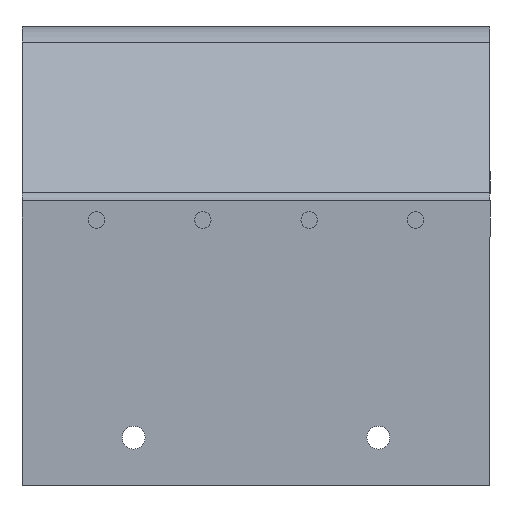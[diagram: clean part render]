
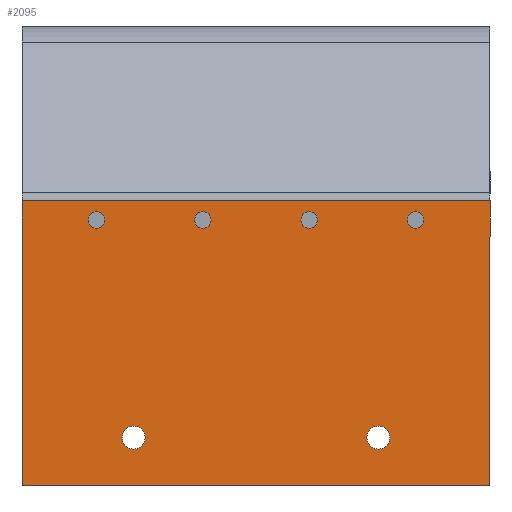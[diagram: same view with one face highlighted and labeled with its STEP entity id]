
A CAD part, front view. The second image highlights one B-rep face of the part: STEP entity #2095.
In plain terms, the highlighted planar face has unit normal (0, -1, 0).
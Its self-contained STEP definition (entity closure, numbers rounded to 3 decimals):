
#4 = CARTESIAN_POINT ( 'NONE',  ( -30., 101.05, -5.1 ) ) ;
#5 = ORIENTED_EDGE ( 'NONE', *, *, #2221, .T. ) ;
#24 = FACE_BOUND ( 'NONE', #604, .T. ) ;
#27 = CIRCLE ( 'NONE', #469, 2.15 ) ;
#33 = VERTEX_POINT ( 'NONE', #1603 ) ;
#34 = CARTESIAN_POINT ( 'NONE',  ( 0., 101.05, -55. ) ) ;
#63 = DIRECTION ( 'NONE',  ( 0., -1., 0. ) ) ;
#68 = VECTOR ( 'NONE', #79, 1000. ) ;
#72 = CARTESIAN_POINT ( 'NONE',  ( -10., 101.05, -5.1 ) ) ;
#79 = DIRECTION ( 'NONE',  ( 0., 0., 1. ) ) ;
#83 = AXIS2_PLACEMENT_3D ( 'NONE', #2240, #660, #674 ) ;
#134 = AXIS2_PLACEMENT_3D ( 'NONE', #1053, #901, #1605 ) ;
#165 = VERTEX_POINT ( 'NONE', #1839 ) ;
#181 = CARTESIAN_POINT ( 'NONE',  ( 20.85, 101.05, -46. ) ) ;
#195 = ORIENTED_EDGE ( 'NONE', *, *, #1041, .F. ) ;
#196 = DIRECTION ( 'NONE',  ( -1., 0., 0. ) ) ;
#225 = AXIS2_PLACEMENT_3D ( 'NONE', #1501, #1325, #1348 ) ;
#231 = ORIENTED_EDGE ( 'NONE', *, *, #1403, .F. ) ;
#250 = EDGE_CURVE ( 'NONE', #487, #1443, #1340, .T. ) ;
#291 = EDGE_CURVE ( 'NONE', #1779, #473, #2108, .T. ) ;
#296 = DIRECTION ( 'NONE',  ( 0., -1., 0. ) ) ;
#318 = EDGE_CURVE ( 'NONE', #33, #165, #1677, .T. ) ;
#328 = CARTESIAN_POINT ( 'NONE',  ( 30., 101.05, -5.1 ) ) ;
#343 = DIRECTION ( 'NONE',  ( 0., -1., 0. ) ) ;
#419 = CARTESIAN_POINT ( 'NONE',  ( 44., 101.05, -1.5 ) ) ;
#441 = AXIS2_PLACEMENT_3D ( 'NONE', #1961, #2017, #446 ) ;
#446 = DIRECTION ( 'NONE',  ( 0., 0., 1. ) ) ;
#455 = CARTESIAN_POINT ( 'NONE',  ( 23., 101.05, -46. ) ) ;
#468 = DIRECTION ( 'NONE',  ( 0., 0., -1. ) ) ;
#469 = AXIS2_PLACEMENT_3D ( 'NONE', #455, #1164, #1328 ) ;
#473 = VERTEX_POINT ( 'NONE', #1650 ) ;
#487 = VERTEX_POINT ( 'NONE', #1979 ) ;
#509 = VERTEX_POINT ( 'NONE', #419 ) ;
#518 = EDGE_CURVE ( 'NONE', #1427, #556, #1756, .T. ) ;
#556 = VERTEX_POINT ( 'NONE', #821 ) ;
#573 = ORIENTED_EDGE ( 'NONE', *, *, #663, .T. ) ;
#596 = EDGE_LOOP ( 'NONE', ( #1467, #1758, #1394, #5 ) ) ;
#598 = CIRCLE ( 'NONE', #225, 2.15 ) ;
#604 = EDGE_LOOP ( 'NONE', ( #1272, #675 ) ) ;
#644 = ORIENTED_EDGE ( 'NONE', *, *, #318, .F. ) ;
#660 = DIRECTION ( 'NONE',  ( 0., -1., 0. ) ) ;
#663 = EDGE_CURVE ( 'NONE', #473, #1779, #2163, .T. ) ;
#674 = DIRECTION ( 'NONE',  ( 0., 0., -1. ) ) ;
#675 = ORIENTED_EDGE ( 'NONE', *, *, #849, .T. ) ;
#679 = LINE ( 'NONE', #970, #68 ) ;
#682 = EDGE_CURVE ( 'NONE', #1826, #1686, #679, .T. ) ;
#694 = CIRCLE ( 'NONE', #2013, 1.55 ) ;
#727 = FACE_BOUND ( 'NONE', #1801, .T. ) ;
#729 = ORIENTED_EDGE ( 'NONE', *, *, #518, .F. ) ;
#747 = AXIS2_PLACEMENT_3D ( 'NONE', #1760, #343, #1204 ) ;
#821 = CARTESIAN_POINT ( 'NONE',  ( 10., 101.05, -3.55 ) ) ;
#822 = VERTEX_POINT ( 'NONE', #994 ) ;
#828 = CARTESIAN_POINT ( 'NONE',  ( -44., 101.05, -1.5 ) ) ;
#849 = EDGE_CURVE ( 'NONE', #1375, #2047, #27, .T. ) ;
#853 = DIRECTION ( 'NONE',  ( 0., 0., 1. ) ) ;
#901 = DIRECTION ( 'NONE',  ( 0., -1., 0. ) ) ;
#915 = EDGE_CURVE ( 'NONE', #1443, #487, #694, .T. ) ;
#930 = AXIS2_PLACEMENT_3D ( 'NONE', #4, #296, #1009 ) ;
#970 = CARTESIAN_POINT ( 'NONE',  ( -44., 101.05, -55. ) ) ;
#993 = EDGE_LOOP ( 'NONE', ( #231, #1033 ) ) ;
#994 = CARTESIAN_POINT ( 'NONE',  ( 44., 101.05, -55. ) ) ;
#1007 = CIRCLE ( 'NONE', #1816, 1.55 ) ;
#1009 = DIRECTION ( 'NONE',  ( 0., 0., -1. ) ) ;
#1033 = ORIENTED_EDGE ( 'NONE', *, *, #1814, .F. ) ;
#1034 = CARTESIAN_POINT ( 'NONE',  ( -30., 101.05, -3.55 ) ) ;
#1041 = EDGE_CURVE ( 'NONE', #556, #1427, #1793, .T. ) ;
#1053 = CARTESIAN_POINT ( 'NONE',  ( 10., 101.05, -5.1 ) ) ;
#1079 = FACE_BOUND ( 'NONE', #1949, .T. ) ;
#1107 = ORIENTED_EDGE ( 'NONE', *, *, #250, .F. ) ;
#1112 = CARTESIAN_POINT ( 'NONE',  ( 44., 101.05, -1.5 ) ) ;
#1164 = DIRECTION ( 'NONE',  ( 0., 1., 0. ) ) ;
#1204 = DIRECTION ( 'NONE',  ( 0., 0., -1. ) ) ;
#1205 = DIRECTION ( 'NONE',  ( 0., 1., 0. ) ) ;
#1228 = CARTESIAN_POINT ( 'NONE',  ( -44., 101.05, -55. ) ) ;
#1234 = ORIENTED_EDGE ( 'NONE', *, *, #291, .T. ) ;
#1250 = FACE_BOUND ( 'NONE', #1908, .T. ) ;
#1260 = VECTOR ( 'NONE', #2210, 1000. ) ;
#1262 = PLANE ( 'NONE',  #441 ) ;
#1272 = ORIENTED_EDGE ( 'NONE', *, *, #1358, .T. ) ;
#1274 = LINE ( 'NONE', #34, #1485 ) ;
#1307 = AXIS2_PLACEMENT_3D ( 'NONE', #328, #2259, #1368 ) ;
#1309 = LINE ( 'NONE', #1516, #1260 ) ;
#1316 = DIRECTION ( 'NONE',  ( 0., -1., 0. ) ) ;
#1325 = DIRECTION ( 'NONE',  ( 0., 1., 0. ) ) ;
#1328 = DIRECTION ( 'NONE',  ( 0., 0., 1. ) ) ;
#1340 = CIRCLE ( 'NONE', #930, 1.55 ) ;
#1348 = DIRECTION ( 'NONE',  ( 0., 0., 1. ) ) ;
#1358 = EDGE_CURVE ( 'NONE', #2047, #1375, #598, .T. ) ;
#1361 = AXIS2_PLACEMENT_3D ( 'NONE', #2082, #1205, #853 ) ;
#1368 = DIRECTION ( 'NONE',  ( 0., 0., -1. ) ) ;
#1375 = VERTEX_POINT ( 'NONE', #1588 ) ;
#1394 = ORIENTED_EDGE ( 'NONE', *, *, #2023, .F. ) ;
#1403 = EDGE_CURVE ( 'NONE', #1734, #1771, #1886, .T. ) ;
#1427 = VERTEX_POINT ( 'NONE', #1906 ) ;
#1436 = FACE_BOUND ( 'NONE', #993, .T. ) ;
#1443 = VERTEX_POINT ( 'NONE', #1034 ) ;
#1450 = AXIS2_PLACEMENT_3D ( 'NONE', #2250, #2089, #1747 ) ;
#1451 = DIRECTION ( 'NONE',  ( 0., 0., -1. ) ) ;
#1466 = AXIS2_PLACEMENT_3D ( 'NONE', #1833, #1316, #2012 ) ;
#1467 = ORIENTED_EDGE ( 'NONE', *, *, #1570, .T. ) ;
#1485 = VECTOR ( 'NONE', #1618, 1000. ) ;
#1501 = CARTESIAN_POINT ( 'NONE',  ( 23., 101.05, -46. ) ) ;
#1516 = CARTESIAN_POINT ( 'NONE',  ( 44., 101.05, -55. ) ) ;
#1527 = CIRCLE ( 'NONE', #1307, 1.55 ) ;
#1570 = EDGE_CURVE ( 'NONE', #509, #1686, #1658, .T. ) ;
#1581 = EDGE_CURVE ( 'NONE', #165, #33, #1007, .T. ) ;
#1588 = CARTESIAN_POINT ( 'NONE',  ( 25.15, 101.05, -46. ) ) ;
#1603 = CARTESIAN_POINT ( 'NONE',  ( -10., 101.05, -6.65 ) ) ;
#1605 = DIRECTION ( 'NONE',  ( 0., 0., -1. ) ) ;
#1618 = DIRECTION ( 'NONE',  ( -1., 0., 0. ) ) ;
#1650 = CARTESIAN_POINT ( 'NONE',  ( -20.85, 101.05, -46. ) ) ;
#1658 = LINE ( 'NONE', #1112, #2181 ) ;
#1677 = CIRCLE ( 'NONE', #83, 1.55 ) ;
#1686 = VERTEX_POINT ( 'NONE', #828 ) ;
#1692 = ORIENTED_EDGE ( 'NONE', *, *, #1581, .F. ) ;
#1701 = CARTESIAN_POINT ( 'NONE',  ( 30., 101.05, -3.55 ) ) ;
#1734 = VERTEX_POINT ( 'NONE', #2031 ) ;
#1747 = DIRECTION ( 'NONE',  ( 0., 0., 1. ) ) ;
#1756 = CIRCLE ( 'NONE', #1466, 1.55 ) ;
#1758 = ORIENTED_EDGE ( 'NONE', *, *, #682, .F. ) ;
#1760 = CARTESIAN_POINT ( 'NONE',  ( 30., 101.05, -5.1 ) ) ;
#1771 = VERTEX_POINT ( 'NONE', #1701 ) ;
#1778 = FACE_BOUND ( 'NONE', #1966, .T. ) ;
#1779 = VERTEX_POINT ( 'NONE', #2225 ) ;
#1793 = CIRCLE ( 'NONE', #134, 1.55 ) ;
#1801 = EDGE_LOOP ( 'NONE', ( #644, #1692 ) ) ;
#1814 = EDGE_CURVE ( 'NONE', #1771, #1734, #1527, .T. ) ;
#1816 = AXIS2_PLACEMENT_3D ( 'NONE', #72, #63, #1451 ) ;
#1826 = VERTEX_POINT ( 'NONE', #1228 ) ;
#1833 = CARTESIAN_POINT ( 'NONE',  ( 10., 101.05, -5.1 ) ) ;
#1839 = CARTESIAN_POINT ( 'NONE',  ( -10., 101.05, -3.55 ) ) ;
#1886 = CIRCLE ( 'NONE', #747, 1.55 ) ;
#1906 = CARTESIAN_POINT ( 'NONE',  ( 10., 101.05, -6.65 ) ) ;
#1908 = EDGE_LOOP ( 'NONE', ( #1234, #573 ) ) ;
#1949 = EDGE_LOOP ( 'NONE', ( #1107, #2261 ) ) ;
#1961 = CARTESIAN_POINT ( 'NONE',  ( 0., 101.05, 0. ) ) ;
#1966 = EDGE_LOOP ( 'NONE', ( #729, #195 ) ) ;
#1979 = CARTESIAN_POINT ( 'NONE',  ( -30., 101.05, -6.65 ) ) ;
#2012 = DIRECTION ( 'NONE',  ( 0., 0., -1. ) ) ;
#2013 = AXIS2_PLACEMENT_3D ( 'NONE', #2208, #2049, #468 ) ;
#2017 = DIRECTION ( 'NONE',  ( 0., 1., 0. ) ) ;
#2023 = EDGE_CURVE ( 'NONE', #822, #1826, #1274, .T. ) ;
#2031 = CARTESIAN_POINT ( 'NONE',  ( 30., 101.05, -6.65 ) ) ;
#2047 = VERTEX_POINT ( 'NONE', #181 ) ;
#2049 = DIRECTION ( 'NONE',  ( 0., -1., 0. ) ) ;
#2082 = CARTESIAN_POINT ( 'NONE',  ( -23., 101.05, -46. ) ) ;
#2089 = DIRECTION ( 'NONE',  ( 0., 1., 0. ) ) ;
#2095 = ADVANCED_FACE ( 'NONE', ( #1250, #24, #1079, #1778, #727, #1436, #2129 ), #1262, .F. ) ;
#2108 = CIRCLE ( 'NONE', #1450, 2.15 ) ;
#2129 = FACE_OUTER_BOUND ( 'NONE', #596, .T. ) ;
#2163 = CIRCLE ( 'NONE', #1361, 2.15 ) ;
#2181 = VECTOR ( 'NONE', #196, 1000. ) ;
#2208 = CARTESIAN_POINT ( 'NONE',  ( -30., 101.05, -5.1 ) ) ;
#2210 = DIRECTION ( 'NONE',  ( 0., 0., 1. ) ) ;
#2221 = EDGE_CURVE ( 'NONE', #822, #509, #1309, .T. ) ;
#2225 = CARTESIAN_POINT ( 'NONE',  ( -25.15, 101.05, -46. ) ) ;
#2240 = CARTESIAN_POINT ( 'NONE',  ( -10., 101.05, -5.1 ) ) ;
#2250 = CARTESIAN_POINT ( 'NONE',  ( -23., 101.05, -46. ) ) ;
#2259 = DIRECTION ( 'NONE',  ( 0., -1., 0. ) ) ;
#2261 = ORIENTED_EDGE ( 'NONE', *, *, #915, .F. ) ;
